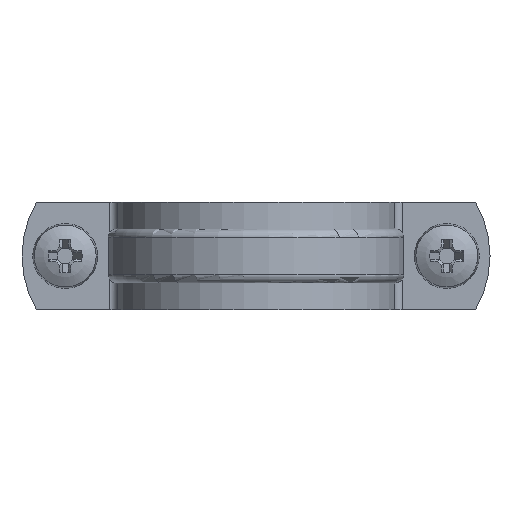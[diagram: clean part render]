
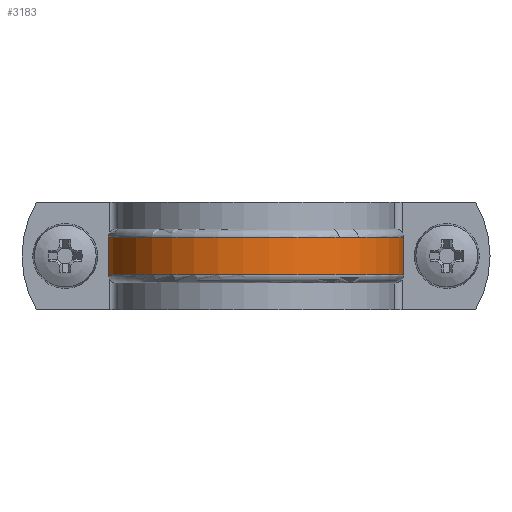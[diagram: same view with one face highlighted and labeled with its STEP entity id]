
A CAD part, front view. The second image highlights one B-rep face of the part: STEP entity #3183.
In plain terms, the highlighted cylindrical face has radius 27.5 mm (diameter 55 mm), a partial arc.
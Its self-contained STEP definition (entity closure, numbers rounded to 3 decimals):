
#3120=CARTESIAN_POINT('',(27.336,-3.,-3.5));
#3121=VERTEX_POINT('',#3120);
#3131=CARTESIAN_POINT('',(-27.336,-3.,-3.5));
#3132=VERTEX_POINT('',#3131);
#3133=CARTESIAN_POINT('',(0.0,0.0,-3.5));
#3134=DIRECTION('',(0.0,0.0,-1.0));
#3135=DIRECTION('',(0.,-1.0,0.0));
#3136=AXIS2_PLACEMENT_3D('',#3133,#3134,#3135);
#3137=CIRCLE('',#3136,27.5);
#3138=EDGE_CURVE('',#3121,#3132,#3137,.T.);
#3152=CARTESIAN_POINT('',(0.0,0.0,0.));
#3153=DIRECTION('',(0.0,0.0,1.0));
#3154=DIRECTION('',(0.0,-1.0,0.0));
#3155=AXIS2_PLACEMENT_3D('',#3152,#3153,#3154);
#3156=CYLINDRICAL_SURFACE('',#3155,27.5);
#3157=ORIENTED_EDGE('',*,*,#3138,.F.);
#3158=CARTESIAN_POINT('',(27.336,-3.,3.5));
#3159=VERTEX_POINT('',#3158);
#3160=CARTESIAN_POINT('',(27.336,-3.,3.5));
#3161=DIRECTION('',(0.0,0.0,-1.0));
#3162=VECTOR('',#3161,7.);
#3163=LINE('',#3160,#3162);
#3164=EDGE_CURVE('',#3159,#3121,#3163,.T.);
#3165=ORIENTED_EDGE('',*,*,#3164,.F.);
#3166=CARTESIAN_POINT('',(-27.336,-3.,3.5));
#3167=VERTEX_POINT('',#3166);
#3168=CARTESIAN_POINT('',(0.0,0.0,3.5));
#3169=DIRECTION('',(0.0,0.0,1.0));
#3170=DIRECTION('',(0.,-1.0,0.0));
#3171=AXIS2_PLACEMENT_3D('',#3168,#3169,#3170);
#3172=CIRCLE('',#3171,27.5);
#3173=EDGE_CURVE('',#3167,#3159,#3172,.T.);
#3174=ORIENTED_EDGE('',*,*,#3173,.F.);
#3175=CARTESIAN_POINT('',(-27.336,-3.,-3.5));
#3176=DIRECTION('',(0.0,0.0,1.0));
#3177=VECTOR('',#3176,7.);
#3178=LINE('',#3175,#3177);
#3179=EDGE_CURVE('',#3132,#3167,#3178,.T.);
#3180=ORIENTED_EDGE('',*,*,#3179,.F.);
#3181=EDGE_LOOP('',(#3157,#3165,#3174,#3180));
#3182=FACE_OUTER_BOUND('',#3181,.T.);
#3183=ADVANCED_FACE('',(#3182),#3156,.T.);
